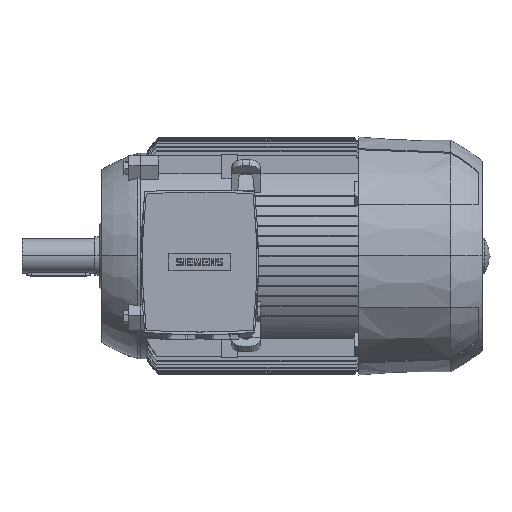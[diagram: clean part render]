
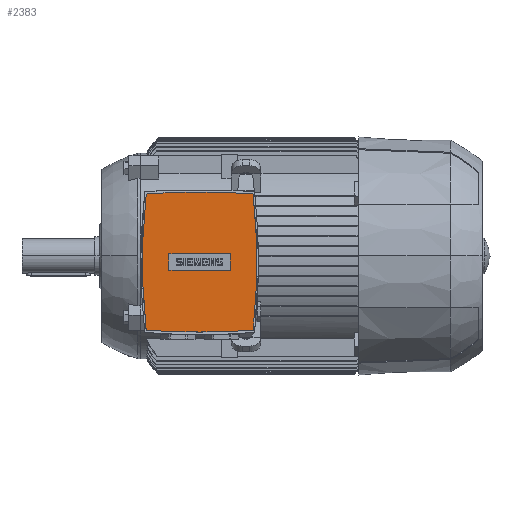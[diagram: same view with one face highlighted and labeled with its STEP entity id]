
A CAD part, top view. The second image highlights one B-rep face of the part: STEP entity #2383.
In plain terms, the highlighted planar face has unit normal (0, 0, 1).
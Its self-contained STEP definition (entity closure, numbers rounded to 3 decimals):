
#2383=ADVANCED_FACE('',(#5002,#5003),#5004,.T.);
#5002=FACE_BOUND('',#7861,.T.);
#5003=FACE_OUTER_BOUND('',#7862,.T.);
#5004=PLANE('',#7863);
#7861=EDGE_LOOP('',(#15311,#15312,#15313,#15314));
#7862=EDGE_LOOP('',(#15315,#15316,#15317,#15318,#15319,#15320));
#7863=AXIS2_PLACEMENT_3D('',#15321,#15322,#15323);
#15311=ORIENTED_EDGE('',*,*,#20449,.T.);
#15312=ORIENTED_EDGE('',*,*,#20453,.T.);
#15313=ORIENTED_EDGE('',*,*,#20456,.T.);
#15314=ORIENTED_EDGE('',*,*,#20458,.T.);
#15315=ORIENTED_EDGE('',*,*,#20531,.T.);
#15316=ORIENTED_EDGE('',*,*,#20533,.T.);
#15317=ORIENTED_EDGE('',*,*,#17805,.T.);
#15318=ORIENTED_EDGE('',*,*,#20525,.T.);
#15319=ORIENTED_EDGE('',*,*,#17816,.T.);
#15320=ORIENTED_EDGE('',*,*,#20523,.T.);
#15321=CARTESIAN_POINT('',(65.0,-7.0,202.0));
#15322=DIRECTION('',(0.0,0.0,1.0));
#15323=DIRECTION('',(0.0,-1.0,0.0));
#17805=EDGE_CURVE('',#21537,#21541,#21543,.T.);
#17816=EDGE_CURVE('',#21563,#21560,#21564,.T.);
#20449=EDGE_CURVE('',#25526,#25524,#25527,.T.);
#20453=EDGE_CURVE('',#25524,#25530,#25532,.T.);
#20456=EDGE_CURVE('',#25530,#25534,#25536,.T.);
#20458=EDGE_CURVE('',#25534,#25526,#25538,.T.);
#20523=EDGE_CURVE('',#21560,#25631,#25633,.T.);
#20525=EDGE_CURVE('',#21541,#21563,#25635,.T.);
#20531=EDGE_CURVE('',#25631,#25640,#25642,.T.);
#20533=EDGE_CURVE('',#25640,#21537,#25644,.T.);
#21537=VERTEX_POINT('',#27704);
#21541=VERTEX_POINT('',#27709);
#21543=CIRCLE('',#27712,803.4);
#21560=VERTEX_POINT('',#27754);
#21563=VERTEX_POINT('',#27758);
#21564=CIRCLE('',#27759,803.4);
#25524=VERTEX_POINT('',#39534);
#25526=VERTEX_POINT('',#39537);
#25527=LINE('',#39538,#39539);
#25530=VERTEX_POINT('',#39543);
#25532=LINE('',#39546,#39547);
#25534=VERTEX_POINT('',#39549);
#25536=LINE('',#39552,#39553);
#25538=LINE('',#39555,#39556);
#25631=VERTEX_POINT('',#39692);
#25633=CIRCLE('',#39695,803.4);
#25635=CIRCLE('',#39697,682.0);
#25640=VERTEX_POINT('',#39703);
#25642=CIRCLE('',#39706,682.0);
#25644=CIRCLE('',#39708,803.4);
#27704=CARTESIAN_POINT('',(65.,-84.0,202.0));
#27709=CARTESIAN_POINT('',(123.881,-81.839,202.0));
#27712=AXIS2_PLACEMENT_3D('',#42096,#42097,#42098);
#27754=CARTESIAN_POINT('',(65.,70.0,202.0));
#27758=CARTESIAN_POINT('',(123.881,67.839,202.0));
#27759=AXIS2_PLACEMENT_3D('',#42112,#42113,#42114);
#39534=CARTESIAN_POINT('',(31.25,-16.05,202.0));
#39537=CARTESIAN_POINT('',(98.75,-16.05,202.0));
#39538=CARTESIAN_POINT('',(65.0,-16.05,202.0));
#39539=VECTOR('',#44477,1.0);
#39543=CARTESIAN_POINT('',(31.25,2.05,202.0));
#39546=CARTESIAN_POINT('',(31.25,-7.0,202.0));
#39547=VECTOR('',#44480,1.0);
#39549=CARTESIAN_POINT('',(98.75,2.05,202.0));
#39552=CARTESIAN_POINT('',(65.0,2.05,202.0));
#39553=VECTOR('',#44482,1.0);
#39555=CARTESIAN_POINT('',(98.75,-7.0,202.0));
#39556=VECTOR('',#44483,1.0);
#39692=CARTESIAN_POINT('',(6.119,67.839,202.0));
#39695=AXIS2_PLACEMENT_3D('',#44576,#44577,#44578);
#39697=AXIS2_PLACEMENT_3D('',#44579,#44580,#44581);
#39703=CARTESIAN_POINT('',(6.119,-81.839,202.0));
#39706=AXIS2_PLACEMENT_3D('',#44584,#44585,#44586);
#39708=AXIS2_PLACEMENT_3D('',#44587,#44588,#44589);
#42096=CARTESIAN_POINT('',(65.0,719.4,202.0));
#42097=DIRECTION('',(0.0,-0.0,1.0));
#42098=DIRECTION('',(0.0,1.0,0.0));
#42112=CARTESIAN_POINT('',(65.0,-733.4,202.0));
#42113=DIRECTION('',(0.0,-0.0,1.0));
#42114=DIRECTION('',(0.0,1.0,0.0));
#44477=DIRECTION('',(-1.0,0.0,0.0));
#44480=DIRECTION('',(0.0,1.0,0.0));
#44482=DIRECTION('',(1.0,0.0,-0.0));
#44483=DIRECTION('',(0.0,-1.0,0.0));
#44576=CARTESIAN_POINT('',(65.0,-733.4,202.0));
#44577=DIRECTION('',(0.0,-0.0,1.0));
#44578=DIRECTION('',(0.0,1.0,0.0));
#44579=CARTESIAN_POINT('',(-554.0,-7.0,202.0));
#44580=DIRECTION('',(0.0,-0.0,1.0));
#44581=DIRECTION('',(0.0,1.0,0.0));
#44584=CARTESIAN_POINT('',(684.0,-7.0,202.0));
#44585=DIRECTION('',(0.0,-0.0,1.0));
#44586=DIRECTION('',(0.0,1.0,0.0));
#44587=CARTESIAN_POINT('',(65.0,719.4,202.0));
#44588=DIRECTION('',(0.0,-0.0,1.0));
#44589=DIRECTION('',(0.0,1.0,0.0));
